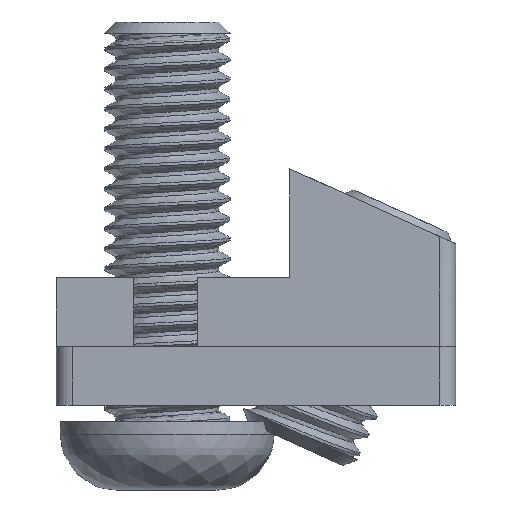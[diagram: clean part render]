
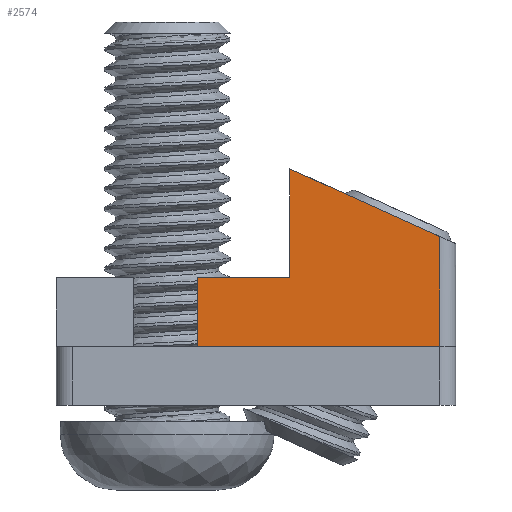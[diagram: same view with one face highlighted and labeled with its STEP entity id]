
A CAD part, left-side view. The second image highlights one B-rep face of the part: STEP entity #2574.
In plain terms, the highlighted planar face has unit normal (-1, 0, 0).
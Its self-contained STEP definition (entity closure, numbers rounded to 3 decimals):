
#55=PLANE('',#2736);
#162=FACE_OUTER_BOUND('',#288,.T.);
#288=EDGE_LOOP('',(#1991,#1992,#1993,#1994,#1995,#1996));
#625=LINE('',#5164,#794);
#630=LINE('',#5177,#799);
#652=LINE('',#5232,#821);
#702=LINE('',#6576,#871);
#704=LINE('',#6580,#873);
#705=LINE('',#6581,#874);
#794=VECTOR('',#2989,10.);
#799=VECTOR('',#3000,14.688);
#821=VECTOR('',#3044,19.156);
#871=VECTOR('',#3134,4.317);
#873=VECTOR('',#3138,6.808);
#874=VECTOR('',#3139,5.77);
#1026=VERTEX_POINT('',#5161);
#1027=VERTEX_POINT('',#5163);
#1032=VERTEX_POINT('',#5175);
#1054=VERTEX_POINT('',#5231);
#1131=VERTEX_POINT('',#6575);
#1132=VERTEX_POINT('',#6579);
#1351=EDGE_CURVE('',#1026,#1027,#625,.T.);
#1358=EDGE_CURVE('',#1032,#1026,#630,.T.);
#1385=EDGE_CURVE('',#1054,#1027,#652,.T.);
#1483=EDGE_CURVE('',#1131,#1054,#702,.T.);
#1485=EDGE_CURVE('',#1132,#1032,#704,.T.);
#1486=EDGE_CURVE('',#1131,#1132,#705,.T.);
#1991=ORIENTED_EDGE('',*,*,#1351,.F.);
#1992=ORIENTED_EDGE('',*,*,#1358,.F.);
#1993=ORIENTED_EDGE('',*,*,#1485,.F.);
#1994=ORIENTED_EDGE('',*,*,#1486,.F.);
#1995=ORIENTED_EDGE('',*,*,#1483,.T.);
#1996=ORIENTED_EDGE('',*,*,#1385,.T.);
#2574=ADVANCED_FACE('',(#162),#55,.T.);
#2736=AXIS2_PLACEMENT_3D('',#6578,#3136,#3137);
#2989=DIRECTION('',(0.,0.,-1.));
#3000=DIRECTION('',(0.,-0.911,-0.412));
#3044=DIRECTION('',(0.,-1.,0.));
#3134=DIRECTION('',(0.,0.,-1.));
#3136=DIRECTION('center_axis',(-1.,0.,0.));
#3137=DIRECTION('ref_axis',(0.,-1.,0.));
#3138=DIRECTION('',(0.,0.,1.));
#3139=DIRECTION('',(0.,-1.,0.));
#5161=CARTESIAN_POINT('',(5.194,-1.395,8.919));
#5163=CARTESIAN_POINT('',(5.194,-1.395,2.033));
#5164=CARTESIAN_POINT('',(5.194,-1.395,1.939));
#5175=CARTESIAN_POINT('',(5.194,7.991,13.158));
#5177=CARTESIAN_POINT('',(5.194,7.991,13.158));
#5231=CARTESIAN_POINT('',(5.194,13.761,2.033));
#5232=CARTESIAN_POINT('',(5.194,13.761,2.033));
#6575=CARTESIAN_POINT('',(5.194,13.761,6.35));
#6576=CARTESIAN_POINT('',(5.194,13.761,6.35));
#6578=CARTESIAN_POINT('Origin',(5.194,8.273,5.528));
#6579=CARTESIAN_POINT('',(5.194,7.991,6.35));
#6580=CARTESIAN_POINT('',(5.194,7.991,6.35));
#6581=CARTESIAN_POINT('',(5.194,13.761,6.35));
